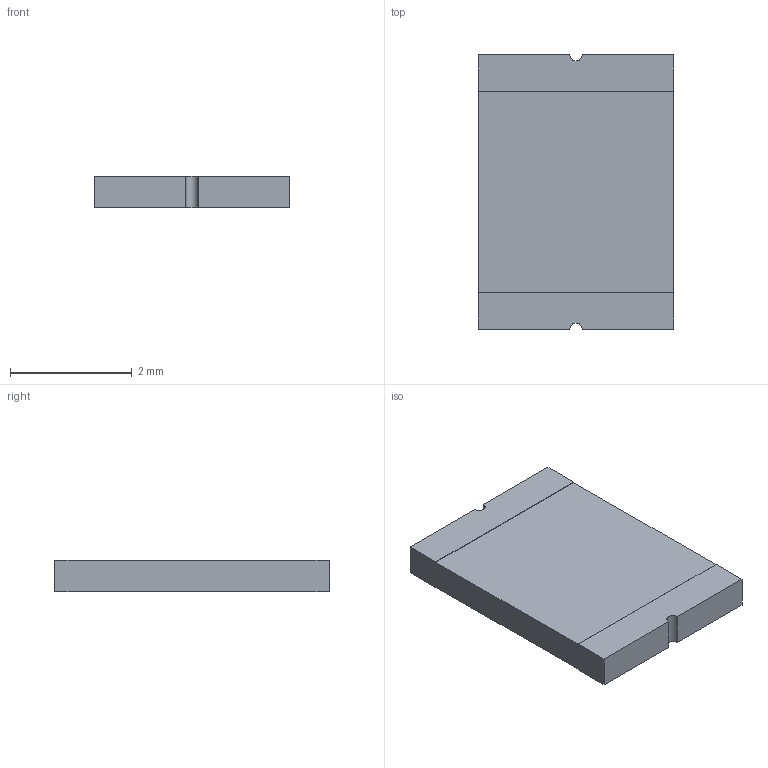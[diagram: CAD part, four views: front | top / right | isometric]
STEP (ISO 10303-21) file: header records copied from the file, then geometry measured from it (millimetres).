
FILE_DESCRIPTION((''),'2;1');
FILE_NAME('FUSE_RST_1812_TYCO','2010-10-07T',('Simon'),(''),'PRO/ENGINEER BY PARAMETRIC TECHNOLOGY CORPORATION, 2008400','PRO/ENGINEER BY PARAMETRIC TECHNOLOGY CORPORATION, 2008400','');
FILE_SCHEMA(('AUTOMOTIVE_DESIGN_CC2 { 1 2 10303 214 -1 1 5 2 }'));
Length unit declared in the file: millimetre
Products named in the file (1): FUSE_RST_1812_TYCO
Bounding box: 3.2 x 4.5 x 0.52 mm (x, y, z)
Volume: 7.3 mm3; surface area: 36.9 mm2
Topology: 1 solids, 1 shells, 18 faces, 72 edges, 56 vertices
Faces by surface type: plane 16, cylinder 2
Entity records: 1089 total; most frequent: CARTESIAN_POINT 123, DIRECTION 118, ORIENTED_EDGE 96, PRESENTATION_STYLE_ASSIGNMENT 86, STYLED_ITEM 82, CURVE_STYLE 77, VECTOR 64, LINE 64
